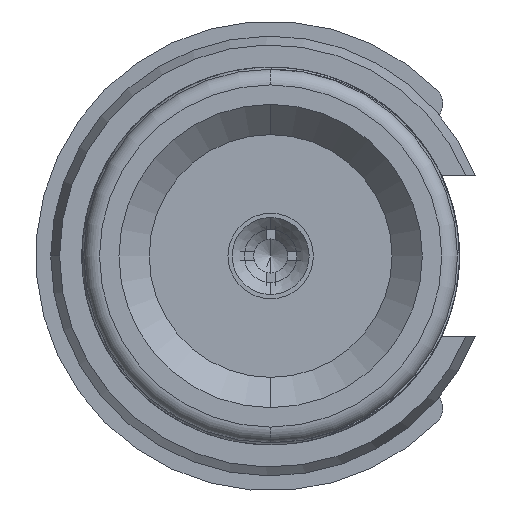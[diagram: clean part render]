
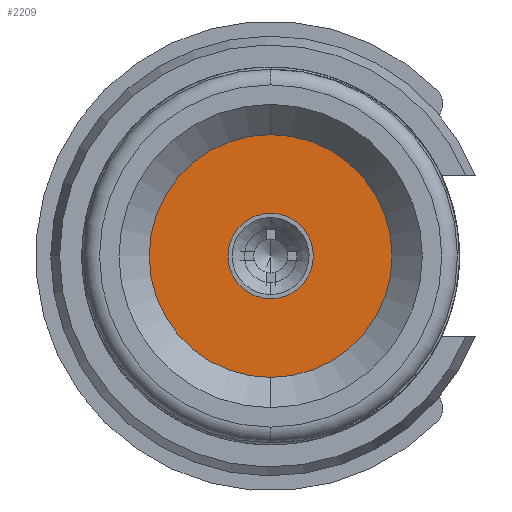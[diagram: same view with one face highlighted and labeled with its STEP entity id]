
A CAD part, left-side view. The second image highlights one B-rep face of the part: STEP entity #2209.
In plain terms, the highlighted planar face has unit normal (-1, 0, 0).
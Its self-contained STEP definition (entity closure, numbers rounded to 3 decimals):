
#107 = DIRECTION ( 'NONE',  ( -1., 0., 0. ) ) ;
#901 = ORIENTED_EDGE ( 'NONE', *, *, #4067, .F. ) ;
#950 = AXIS2_PLACEMENT_3D ( 'NONE', #5691, #3501, #2691 ) ;
#1288 = CARTESIAN_POINT ( 'NONE',  ( -13.047, 0., 0. ) ) ;
#1728 = VERTEX_POINT ( 'NONE', #1900 ) ;
#1882 = VERTEX_POINT ( 'NONE', #2378 ) ;
#1900 = CARTESIAN_POINT ( 'NONE',  ( -13.047, 0., 1.96 ) ) ;
#2028 = AXIS2_PLACEMENT_3D ( 'NONE', #8032, #2137, #6362 ) ;
#2137 = DIRECTION ( 'NONE',  ( -1., 0., 0. ) ) ;
#2209 = ADVANCED_FACE ( 'NONE', ( #3269, #6349 ), #7729, .T. ) ;
#2378 = CARTESIAN_POINT ( 'NONE',  ( -13.047, 0., -1.96 ) ) ;
#2637 = DIRECTION ( 'NONE',  ( 0., 0., 1. ) ) ;
#2691 = DIRECTION ( 'NONE',  ( 0., 0., 1. ) ) ;
#3248 = CIRCLE ( 'NONE', #6881, 1.96 ) ;
#3269 = FACE_BOUND ( 'NONE', #8656, .T. ) ;
#3501 = DIRECTION ( 'NONE',  ( -1., 0., 0. ) ) ;
#4067 = EDGE_CURVE ( 'NONE', #7125, #5472, #5659, .T. ) ;
#4480 = DIRECTION ( 'NONE',  ( 0., 0., 1. ) ) ;
#4967 = CARTESIAN_POINT ( 'NONE',  ( -13.047, 0., 0. ) ) ;
#5447 = CARTESIAN_POINT ( 'NONE',  ( -13.047, 0., 0. ) ) ;
#5461 = ORIENTED_EDGE ( 'NONE', *, *, #5738, .T. ) ;
#5472 = VERTEX_POINT ( 'NONE', #7837 ) ;
#5512 = EDGE_CURVE ( 'NONE', #5472, #7125, #7505, .T. ) ;
#5616 = EDGE_CURVE ( 'NONE', #1882, #1728, #3248, .T. ) ;
#5659 = CIRCLE ( 'NONE', #5821, 0.617 ) ;
#5691 = CARTESIAN_POINT ( 'NONE',  ( -13.047, -0.617, 0. ) ) ;
#5738 = EDGE_CURVE ( 'NONE', #1728, #1882, #9161, .T. ) ;
#5821 = AXIS2_PLACEMENT_3D ( 'NONE', #1288, #7891, #7127 ) ;
#6245 = DIRECTION ( 'NONE',  ( -1., 0., 0. ) ) ;
#6349 = FACE_OUTER_BOUND ( 'NONE', #7695, .T. ) ;
#6362 = DIRECTION ( 'NONE',  ( 0., 0., 1. ) ) ;
#6881 = AXIS2_PLACEMENT_3D ( 'NONE', #5447, #107, #4480 ) ;
#6978 = ORIENTED_EDGE ( 'NONE', *, *, #5512, .F. ) ;
#7125 = VERTEX_POINT ( 'NONE', #8704 ) ;
#7127 = DIRECTION ( 'NONE',  ( 0., 0., 1. ) ) ;
#7505 = CIRCLE ( 'NONE', #2028, 0.617 ) ;
#7641 = AXIS2_PLACEMENT_3D ( 'NONE', #4967, #6245, #2637 ) ;
#7695 = EDGE_LOOP ( 'NONE', ( #5461, #8827 ) ) ;
#7729 = PLANE ( 'NONE',  #950 ) ;
#7837 = CARTESIAN_POINT ( 'NONE',  ( -13.047, 0., -0.617 ) ) ;
#7891 = DIRECTION ( 'NONE',  ( -1., 0., 0. ) ) ;
#8032 = CARTESIAN_POINT ( 'NONE',  ( -13.047, 0., 0. ) ) ;
#8656 = EDGE_LOOP ( 'NONE', ( #901, #6978 ) ) ;
#8704 = CARTESIAN_POINT ( 'NONE',  ( -13.047, 0., 0.617 ) ) ;
#8827 = ORIENTED_EDGE ( 'NONE', *, *, #5616, .T. ) ;
#9161 = CIRCLE ( 'NONE', #7641, 1.96 ) ;
